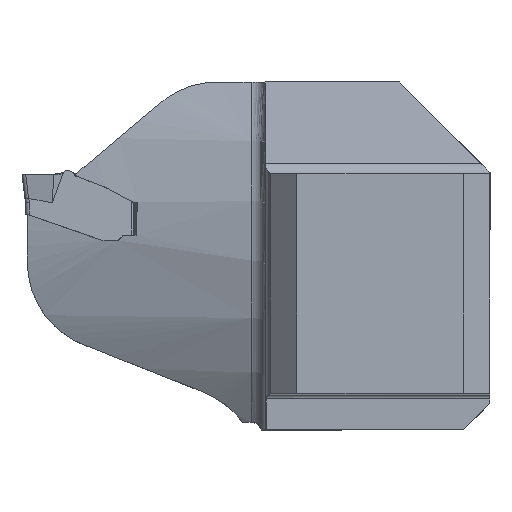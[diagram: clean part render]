
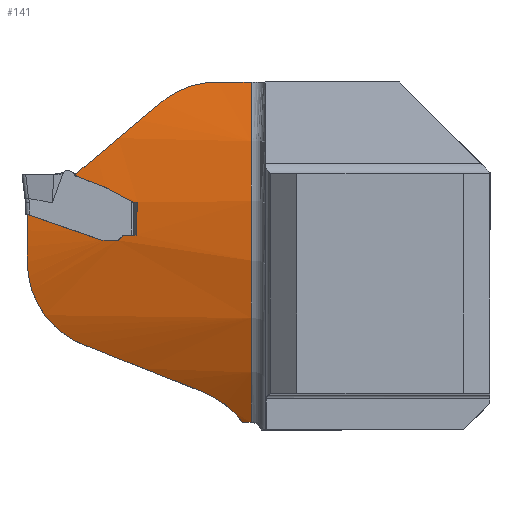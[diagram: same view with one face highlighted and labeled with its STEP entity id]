
A CAD part, top view. The second image highlights one B-rep face of the part: STEP entity #141.
In plain terms, the highlighted cylindrical face has radius 45.65 mm (diameter 91.3 mm), a partial arc.
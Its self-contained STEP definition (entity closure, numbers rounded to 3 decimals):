
#141=ADVANCED_FACE('CL_L_SU1',(#224),#204,.T.);
#204=CYLINDRICAL_SURFACE('',#1346,45.65);
#224=FACE_OUTER_BOUND('',#287,.T.);
#287=EDGE_LOOP('',(#569,#570,#571,#572,#573,#574,#575,#576,#577,#578,#579,
#580,#581,#582));
#351=LINE('',#1815,#437);
#352=LINE('',#1820,#438);
#353=LINE('',#1857,#439);
#437=VECTOR('',#1448,1.);
#438=VECTOR('',#1451,1.);
#439=VECTOR('',#1454,1.);
#524=CIRCLE('',#1342,45.65);
#525=CIRCLE('',#1344,45.65);
#541=ELLIPSE('',#1343,71.019,45.65);
#542=ELLIPSE('',#1345,123.807,45.65);
#569=ORIENTED_EDGE('',*,*,#1035,.T.);
#570=ORIENTED_EDGE('',*,*,#1036,.T.);
#571=ORIENTED_EDGE('',*,*,#1037,.T.);
#572=ORIENTED_EDGE('',*,*,#1038,.T.);
#573=ORIENTED_EDGE('',*,*,#1039,.T.);
#574=ORIENTED_EDGE('',*,*,#1040,.T.);
#575=ORIENTED_EDGE('',*,*,#1041,.F.);
#576=ORIENTED_EDGE('',*,*,#1042,.F.);
#577=ORIENTED_EDGE('',*,*,#1043,.F.);
#578=ORIENTED_EDGE('',*,*,#1044,.F.);
#579=ORIENTED_EDGE('',*,*,#1045,.F.);
#580=ORIENTED_EDGE('',*,*,#1046,.T.);
#581=ORIENTED_EDGE('',*,*,#1047,.T.);
#582=ORIENTED_EDGE('',*,*,#1048,.T.);
#919=VERTEX_POINT('',#1816);
#920=VERTEX_POINT('',#1817);
#921=VERTEX_POINT('',#1819);
#922=VERTEX_POINT('',#1821);
#923=VERTEX_POINT('',#1826);
#924=VERTEX_POINT('',#1828);
#925=VERTEX_POINT('',#1833);
#926=VERTEX_POINT('',#1856);
#927=VERTEX_POINT('',#1858);
#928=VERTEX_POINT('',#1863);
#929=VERTEX_POINT('',#1886);
#930=VERTEX_POINT('',#1888);
#931=VERTEX_POINT('',#1893);
#932=VERTEX_POINT('',#1895);
#1035=EDGE_CURVE('',#919,#920,#351,.T.);
#1036=EDGE_CURVE('',#920,#921,#524,.T.);
#1037=EDGE_CURVE('',#921,#922,#352,.T.);
#1038=EDGE_CURVE('',#922,#923,#1203,.T.);
#1039=EDGE_CURVE('',#923,#924,#541,.T.);
#1040=EDGE_CURVE('',#924,#925,#1204,.T.);
#1041=EDGE_CURVE('',#926,#925,#1205,.T.);
#1042=EDGE_CURVE('',#927,#926,#353,.T.);
#1043=EDGE_CURVE('',#928,#927,#1206,.T.);
#1044=EDGE_CURVE('',#929,#928,#1207,.T.);
#1045=EDGE_CURVE('',#930,#929,#525,.T.);
#1046=EDGE_CURVE('',#930,#931,#1208,.T.);
#1047=EDGE_CURVE('',#931,#932,#542,.T.);
#1048=EDGE_CURVE('',#932,#919,#1209,.T.);
#1203=B_SPLINE_CURVE_WITH_KNOTS('',3,(#1822,#1823,#1824,#1825),
 .UNSPECIFIED.,.F.,.F.,(4,4),(0.,1.),.UNSPECIFIED.);
#1204=B_SPLINE_CURVE_WITH_KNOTS('',3,(#1829,#1830,#1831,#1832),
 .UNSPECIFIED.,.F.,.F.,(4,4),(0.,1.),.UNSPECIFIED.);
#1205=B_SPLINE_CURVE_WITH_KNOTS('',3,(#1834,#1835,#1836,#1837,#1838,#1839,
#1840,#1841,#1842,#1843,#1844,#1845,#1846,#1847,#1848,#1849,#1850,#1851,
#1852,#1853,#1854,#1855),.UNSPECIFIED.,.F.,.F.,(4,3,3,3,3,3,3,4),(0.,0.008,
0.025,0.075,0.234,0.354,
0.57,1.),.UNSPECIFIED.);
#1206=B_SPLINE_CURVE_WITH_KNOTS('',3,(#1859,#1860,#1861,#1862),
 .UNSPECIFIED.,.F.,.F.,(4,4),(0.,1.),.UNSPECIFIED.);
#1207=B_SPLINE_CURVE_WITH_KNOTS('',3,(#1864,#1865,#1866,#1867,#1868,#1869,
#1870,#1871,#1872,#1873,#1874,#1875,#1876,#1877,#1878,#1879,#1880,#1881,
#1882,#1883,#1884,#1885),.UNSPECIFIED.,.F.,.F.,(4,2,2,2,2,2,2,2,2,2,4),
(0.,0.5,0.625,0.688,0.75,0.813,
0.844,0.875,0.906,0.938,
1.),.UNSPECIFIED.);
#1208=B_SPLINE_CURVE_WITH_KNOTS('',3,(#1889,#1890,#1891,#1892),
 .UNSPECIFIED.,.F.,.F.,(4,4),(0.,1.),.UNSPECIFIED.);
#1209=B_SPLINE_CURVE_WITH_KNOTS('',3,(#1896,#1897,#1898,#1899),
 .UNSPECIFIED.,.F.,.F.,(4,4),(0.,1.),.UNSPECIFIED.);
#1342=AXIS2_PLACEMENT_3D('',#1818,#1449,#1450);
#1343=AXIS2_PLACEMENT_3D('',#1827,#1452,#1453);
#1344=AXIS2_PLACEMENT_3D('',#1887,#1455,#1456);
#1345=AXIS2_PLACEMENT_3D('',#1894,#1457,#1458);
#1346=AXIS2_PLACEMENT_3D('',#1900,#1459,#1460);
#1448=DIRECTION('',(1.,0.,0.));
#1449=DIRECTION('',(-1.,0.,0.));
#1450=DIRECTION('',(0.,1.,0.));
#1451=DIRECTION('',(-1.,0.,0.));
#1452=DIRECTION('',(0.643,-0.766,0.));
#1453=DIRECTION('',(-0.766,-0.643,0.));
#1454=DIRECTION('',(-1.,0.,0.));
#1455=DIRECTION('',(-1.,0.,0.));
#1456=DIRECTION('',(0.,0.,-1.));
#1457=DIRECTION('',(0.369,0.93,0.));
#1458=DIRECTION('',(-0.93,0.369,0.));
#1459=DIRECTION('',(-1.,0.,0.));
#1460=DIRECTION('',(0.,-1.,0.));
#1815=CARTESIAN_POINT('',(-22.74,-3.132,-98.048));
#1816=CARTESIAN_POINT('',(-28.094,-3.132,-98.048));
#1817=CARTESIAN_POINT('',(-27.1,-3.132,-98.048));
#1818=CARTESIAN_POINT('',(-27.1,25.,-134.));
#1819=CARTESIAN_POINT('',(-27.1,35.466,-89.566));
#1820=CARTESIAN_POINT('',(-22.74,35.466,-89.566));
#1821=CARTESIAN_POINT('',(-30.93,35.466,-89.566));
#1822=CARTESIAN_POINT('',(-30.93,35.466,-89.566));
#1823=CARTESIAN_POINT('',(-33.289,35.466,-89.566));
#1824=CARTESIAN_POINT('',(-35.563,34.632,-89.352));
#1825=CARTESIAN_POINT('',(-37.358,33.126,-89.079));
#1826=CARTESIAN_POINT('',(-37.358,33.126,-89.079));
#1827=CARTESIAN_POINT('',(-47.042,25.,-134.));
#1828=CARTESIAN_POINT('',(-46.989,25.045,-88.35));
#1829=CARTESIAN_POINT('',(-46.989,25.045,-88.35));
#1830=CARTESIAN_POINT('',(-46.978,24.957,-88.35));
#1831=CARTESIAN_POINT('',(-46.967,24.87,-88.35));
#1832=CARTESIAN_POINT('',(-46.956,24.782,-88.351));
#1833=CARTESIAN_POINT('',(-46.956,24.782,-88.351));
#1834=CARTESIAN_POINT('',(-40.448,21.847,-88.459));
#1835=CARTESIAN_POINT('',(-40.468,21.847,-88.459));
#1836=CARTESIAN_POINT('',(-40.488,21.849,-88.459));
#1837=CARTESIAN_POINT('',(-40.507,21.853,-88.459));
#1838=CARTESIAN_POINT('',(-40.546,21.86,-88.458));
#1839=CARTESIAN_POINT('',(-40.581,21.88,-88.457));
#1840=CARTESIAN_POINT('',(-40.615,21.899,-88.455));
#1841=CARTESIAN_POINT('',(-40.721,21.958,-88.451));
#1842=CARTESIAN_POINT('',(-40.827,22.017,-88.448));
#1843=CARTESIAN_POINT('',(-40.933,22.076,-88.444));
#1844=CARTESIAN_POINT('',(-41.264,22.261,-88.432));
#1845=CARTESIAN_POINT('',(-41.595,22.446,-88.421));
#1846=CARTESIAN_POINT('',(-41.926,22.631,-88.412));
#1847=CARTESIAN_POINT('',(-42.176,22.771,-88.404));
#1848=CARTESIAN_POINT('',(-42.427,22.91,-88.398));
#1849=CARTESIAN_POINT('',(-42.677,23.05,-88.392));
#1850=CARTESIAN_POINT('',(-43.126,23.3,-88.381));
#1851=CARTESIAN_POINT('',(-43.598,23.51,-88.374));
#1852=CARTESIAN_POINT('',(-44.079,23.693,-88.369));
#1853=CARTESIAN_POINT('',(-45.038,24.056,-88.358));
#1854=CARTESIAN_POINT('',(-45.997,24.419,-88.352));
#1855=CARTESIAN_POINT('',(-46.956,24.782,-88.351));
#1856=CARTESIAN_POINT('',(-40.448,21.847,-88.459));
#1857=CARTESIAN_POINT('',(-40.448,21.847,-88.459));
#1858=CARTESIAN_POINT('',(-40.008,21.847,-88.459));
#1859=CARTESIAN_POINT('',(-40.167,18.1,-88.874));
#1860=CARTESIAN_POINT('',(-40.094,19.341,-88.685));
#1861=CARTESIAN_POINT('',(-40.041,20.593,-88.546));
#1862=CARTESIAN_POINT('',(-40.008,21.847,-88.459));
#1863=CARTESIAN_POINT('',(-40.167,18.1,-88.874));
#1864=CARTESIAN_POINT('',(-52.5,20.452,-88.577));
#1865=CARTESIAN_POINT('',(-50.48,19.754,-88.647));
#1866=CARTESIAN_POINT('',(-48.461,19.055,-88.733));
#1867=CARTESIAN_POINT('',(-45.937,18.181,-88.862));
#1868=CARTESIAN_POINT('',(-45.432,18.007,-88.888));
#1869=CARTESIAN_POINT('',(-44.675,17.745,-88.93));
#1870=CARTESIAN_POINT('',(-44.423,17.657,-88.944));
#1871=CARTESIAN_POINT('',(-43.918,17.483,-88.973));
#1872=CARTESIAN_POINT('',(-43.653,17.5,-88.97));
#1873=CARTESIAN_POINT('',(-43.128,17.5,-88.97));
#1874=CARTESIAN_POINT('',(-42.865,17.5,-88.97));
#1875=CARTESIAN_POINT('',(-42.471,17.5,-88.97));
#1876=CARTESIAN_POINT('',(-42.342,17.48,-88.974));
#1877=CARTESIAN_POINT('',(-42.069,17.568,-88.959));
#1878=CARTESIAN_POINT('',(-41.916,17.754,-88.928));
#1879=CARTESIAN_POINT('',(-41.612,18.102,-88.874));
#1880=CARTESIAN_POINT('',(-41.481,18.1,-88.874));
#1881=CARTESIAN_POINT('',(-41.218,18.1,-88.874));
#1882=CARTESIAN_POINT('',(-41.087,18.1,-88.874));
#1883=CARTESIAN_POINT('',(-40.692,18.1,-88.874));
#1884=CARTESIAN_POINT('',(-40.43,18.1,-88.874));
#1885=CARTESIAN_POINT('',(-40.167,18.1,-88.874));
#1886=CARTESIAN_POINT('',(-52.5,20.452,-88.577));
#1887=CARTESIAN_POINT('',(-52.5,25.,-134.));
#1888=CARTESIAN_POINT('',(-52.5,15.,-89.459));
#1889=CARTESIAN_POINT('',(-52.5,15.,-89.459));
#1890=CARTESIAN_POINT('',(-52.5,10.949,-90.368));
#1891=CARTESIAN_POINT('',(-49.994,7.215,-91.924));
#1892=CARTESIAN_POINT('',(-46.187,5.705,-92.628));
#1893=CARTESIAN_POINT('',(-46.187,5.705,-92.628));
#1894=CARTESIAN_POINT('',(-94.831,25.,-134.));
#1895=CARTESIAN_POINT('',(-32.539,0.291,-95.615));
#1896=CARTESIAN_POINT('',(-32.539,0.291,-95.615));
#1897=CARTESIAN_POINT('',(-30.65,-0.458,-96.098));
#1898=CARTESIAN_POINT('',(-29.142,-1.713,-96.938));
#1899=CARTESIAN_POINT('',(-28.094,-3.132,-98.048));
#1900=CARTESIAN_POINT('',(-22.74,25.,-134.));
